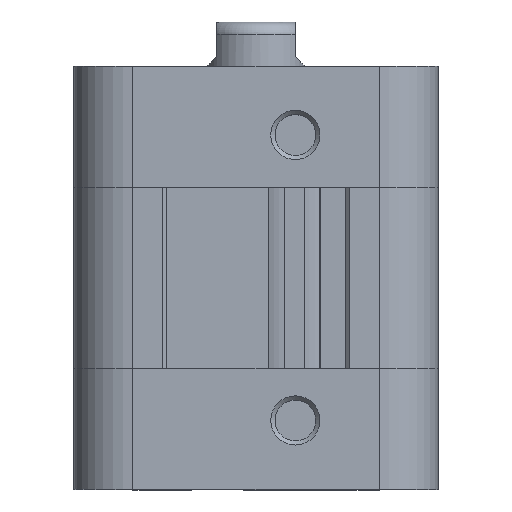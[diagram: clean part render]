
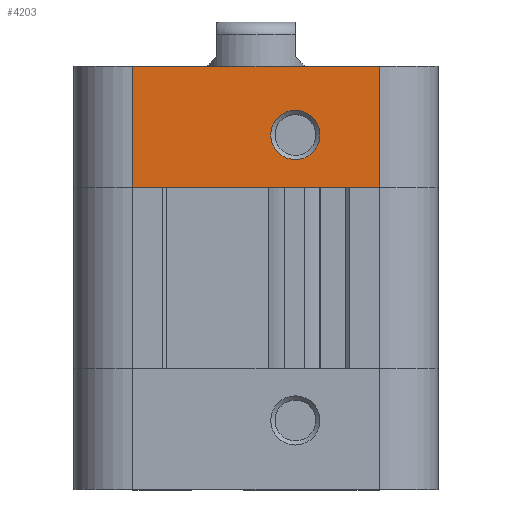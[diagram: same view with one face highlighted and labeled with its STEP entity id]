
A CAD part, top view. The second image highlights one B-rep face of the part: STEP entity #4203.
In plain terms, the highlighted face is planar.
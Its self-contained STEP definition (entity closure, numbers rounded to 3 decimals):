
#162=FACE_BOUND('',#544,.T.);
#256=FACE_OUTER_BOUND('',#543,.T.);
#543=EDGE_LOOP('',(#3026,#3027,#3028,#3029));
#544=EDGE_LOOP('',(#3030));
#813=CIRCLE('',#4441,2.5);
#924=LINE('',#6038,#1390);
#926=LINE('',#6061,#1392);
#991=LINE('',#6283,#1457);
#992=LINE('',#6284,#1458);
#1390=VECTOR('',#4811,25.);
#1392=VECTOR('',#4833,25.);
#1457=VECTOR('',#5052,12.3);
#1458=VECTOR('',#5053,12.3);
#1859=VERTEX_POINT('',#6035);
#1860=VERTEX_POINT('',#6037);
#1870=VERTEX_POINT('',#6058);
#1871=VERTEX_POINT('',#6060);
#1921=VERTEX_POINT('',#6170);
#2269=EDGE_CURVE('',#1860,#1859,#924,.T.);
#2280=EDGE_CURVE('',#1870,#1871,#926,.T.);
#2333=EDGE_CURVE('',#1921,#1921,#813,.T.);
#2376=EDGE_CURVE('',#1871,#1859,#991,.T.);
#2377=EDGE_CURVE('',#1870,#1860,#992,.T.);
#3026=ORIENTED_EDGE('',*,*,#2269,.T.);
#3027=ORIENTED_EDGE('',*,*,#2376,.F.);
#3028=ORIENTED_EDGE('',*,*,#2280,.F.);
#3029=ORIENTED_EDGE('',*,*,#2377,.T.);
#3030=ORIENTED_EDGE('',*,*,#2333,.F.);
#3998=PLANE('',#4498);
#4203=ADVANCED_FACE('',(#256,#162),#3998,.F.);
#4441=AXIS2_PLACEMENT_3D('',#6171,#4912,#4913);
#4498=AXIS2_PLACEMENT_3D('',#6282,#5050,#5051);
#4811=DIRECTION('',(1.,0.,0.));
#4833=DIRECTION('',(1.,0.,0.));
#4912=DIRECTION('center_axis',(0.,-1.,0.));
#4913=DIRECTION('ref_axis',(0.,0.,-1.));
#5050=DIRECTION('center_axis',(0.,1.,0.));
#5051=DIRECTION('ref_axis',(0.,0.,1.));
#5052=DIRECTION('',(0.,0.,-1.));
#5053=DIRECTION('',(0.,0.,-1.));
#6035=CARTESIAN_POINT('',(12.5,-18.5,0.));
#6037=CARTESIAN_POINT('',(-12.5,-18.5,0.));
#6038=CARTESIAN_POINT('',(-12.5,-18.5,0.));
#6058=CARTESIAN_POINT('',(-12.5,-18.5,12.3));
#6060=CARTESIAN_POINT('',(12.5,-18.5,12.3));
#6061=CARTESIAN_POINT('',(-12.5,-18.5,12.3));
#6170=CARTESIAN_POINT('',(-4.,-18.5,4.5));
#6171=CARTESIAN_POINT('Origin',(-4.,-18.5,7.));
#6282=CARTESIAN_POINT('Origin',(-12.5,-18.5,12.3));
#6283=CARTESIAN_POINT('',(12.5,-18.5,12.3));
#6284=CARTESIAN_POINT('',(-12.5,-18.5,12.3));
